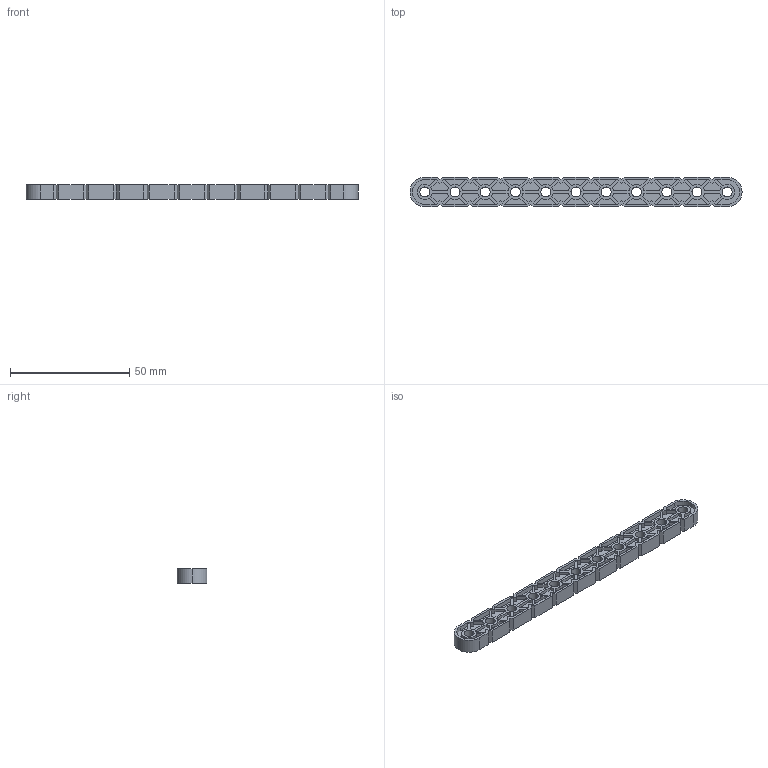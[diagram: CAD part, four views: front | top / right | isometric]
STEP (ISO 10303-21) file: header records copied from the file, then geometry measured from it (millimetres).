
FILE_DESCRIPTION (( 'STEP AP214' ), '1' );
FILE_NAME ('228-2500-010.STEP', '2015-06-26T22:58:59', ( '' ), ( '' ), 'SwSTEP 2.0', 'SolidWorks 2015', '' );
FILE_SCHEMA (( 'AUTOMOTIVE_DESIGN' ));
Length unit declared in the file: millimetre
Products named in the file (1): 228-2500-010
Bounding box: 139.4 x 12.4 x 6.1 mm (x, y, z)
Volume: 5382.3 mm3; surface area: 8296.1 mm2
Topology: 1 solids, 1 shells, 628 faces, 1872 edges, 1248 vertices
Faces by surface type: plane 470, cylinder 158
Entity records: 21030 total; most frequent: CARTESIAN_POINT 3749, ORIENTED_EDGE 3744, DIRECTION 3446, EDGE_CURVE 1872, LINE 1556, VECTOR 1556, VERTEX_POINT 1248, AXIS2_PLACEMENT_3D 945
